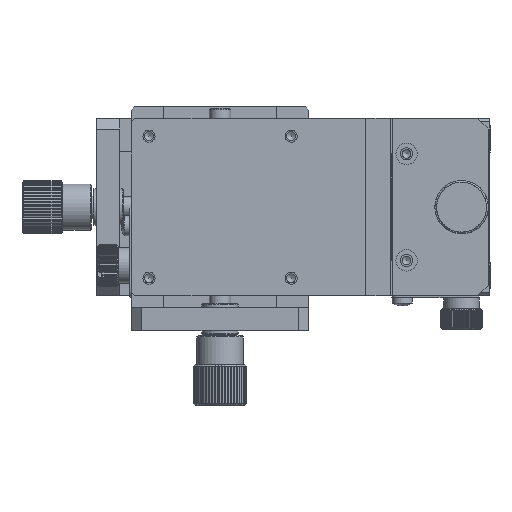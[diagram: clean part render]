
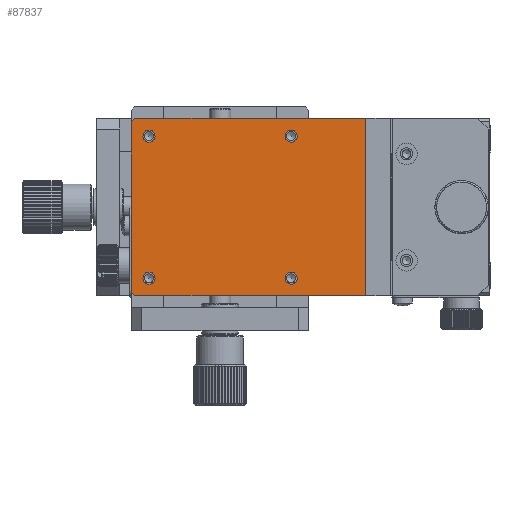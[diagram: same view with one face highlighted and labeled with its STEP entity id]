
A CAD part, left-side view. The second image highlights one B-rep face of the part: STEP entity #87837.
In plain terms, the highlighted planar face has unit normal (-1, 0, 0).
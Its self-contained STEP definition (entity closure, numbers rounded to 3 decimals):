
#370 = ORIENTED_EDGE ( 'NONE', *, *, #12725, .F. ) ;
#904 = DIRECTION ( 'NONE',  ( 0., 0., -1. ) ) ;
#1013 = ORIENTED_EDGE ( 'NONE', *, *, #18914, .F. ) ;
#2704 = EDGE_CURVE ( 'NONE', #78491, #37453, #21306, .T. ) ;
#2760 = EDGE_CURVE ( 'NONE', #19520, #19520, #21247, .T. ) ;
#3790 = EDGE_CURVE ( 'NONE', #78491, #69429, #8579, .T. ) ;
#4180 = DIRECTION ( 'NONE',  ( 0., 0., -1. ) ) ;
#5422 = CIRCLE ( 'NONE', #50810, 1.7 ) ;
#6703 = CARTESIAN_POINT ( 'NONE',  ( -29.917, 159., -35.411 ) ) ;
#7104 = CIRCLE ( 'NONE', #64592, 1.7 ) ;
#8438 = DIRECTION ( 'NONE',  ( -1., 0., 0. ) ) ;
#8579 = LINE ( 'NONE', #66397, #50733 ) ;
#9550 = LINE ( 'NONE', #87527, #56793 ) ;
#9632 = PLANE ( 'NONE',  #19624 ) ;
#11643 = EDGE_LOOP ( 'NONE', ( #93676 ) ) ;
#12068 = CARTESIAN_POINT ( 'NONE',  ( -29.917, 220., -32.111 ) ) ;
#12725 = EDGE_CURVE ( 'NONE', #44092, #44092, #79109, .T. ) ;
#13441 = LINE ( 'NONE', #85058, #25245 ) ;
#15734 = EDGE_LOOP ( 'NONE', ( #52332 ) ) ;
#16741 = VECTOR ( 'NONE', #50188, 1000. ) ;
#18755 = CARTESIAN_POINT ( 'NONE',  ( -29.917, 224., -35.411 ) ) ;
#18901 = CARTESIAN_POINT ( 'NONE',  ( -29.917, 224., 14.589 ) ) ;
#18914 = EDGE_CURVE ( 'NONE', #85190, #37453, #13441, .T. ) ;
#19520 = VERTEX_POINT ( 'NONE', #62603 ) ;
#19624 = AXIS2_PLACEMENT_3D ( 'NONE', #87961, #44277, #24379 ) ;
#20095 = EDGE_LOOP ( 'NONE', ( #370 ) ) ;
#21247 = CIRCLE ( 'NONE', #33303, 1.7 ) ;
#21306 = LINE ( 'NONE', #93370, #16741 ) ;
#21334 = CARTESIAN_POINT ( 'NONE',  ( -29.917, 220., -30.411 ) ) ;
#23909 = FACE_BOUND ( 'NONE', #11643, .T. ) ;
#24180 = EDGE_CURVE ( 'NONE', #88726, #44086, #75963, .T. ) ;
#24379 = DIRECTION ( 'NONE',  ( 0., 0., -1. ) ) ;
#25245 = VECTOR ( 'NONE', #92149, 1000. ) ;
#25700 = DIRECTION ( 'NONE',  ( 0., -0.707, 0.707 ) ) ;
#26300 = VERTEX_POINT ( 'NONE', #12068 ) ;
#27482 = DIRECTION ( 'NONE',  ( 0., -1., 0. ) ) ;
#30056 = EDGE_CURVE ( 'NONE', #44086, #85190, #92165, .T. ) ;
#31680 = DIRECTION ( 'NONE',  ( -1., 0., 0. ) ) ;
#33303 = AXIS2_PLACEMENT_3D ( 'NONE', #59170, #8438, #43545 ) ;
#33544 = CARTESIAN_POINT ( 'NONE',  ( -29.917, 180., -30.411 ) ) ;
#36687 = AXIS2_PLACEMENT_3D ( 'NONE', #33544, #31680, #4180 ) ;
#37164 = FACE_BOUND ( 'NONE', #42451, .T. ) ;
#37453 = VERTEX_POINT ( 'NONE', #18755 ) ;
#38791 = CARTESIAN_POINT ( 'NONE',  ( -29.917, 159., 14.589 ) ) ;
#42451 = EDGE_LOOP ( 'NONE', ( #59345 ) ) ;
#43545 = DIRECTION ( 'NONE',  ( 0., 0., -1. ) ) ;
#43622 = CARTESIAN_POINT ( 'NONE',  ( -29.917, 180., -32.111 ) ) ;
#44086 = VERTEX_POINT ( 'NONE', #38791 ) ;
#44092 = VERTEX_POINT ( 'NONE', #43622 ) ;
#44277 = DIRECTION ( 'NONE',  ( 1., 0., 0. ) ) ;
#44737 = FACE_BOUND ( 'NONE', #15734, .T. ) ;
#46538 = CARTESIAN_POINT ( 'NONE',  ( -29.917, 225., 13.589 ) ) ;
#50188 = DIRECTION ( 'NONE',  ( 0., -0.707, -0.707 ) ) ;
#50358 = EDGE_CURVE ( 'NONE', #69429, #88726, #9550, .T. ) ;
#50733 = VECTOR ( 'NONE', #73988, 1000. ) ;
#50810 = AXIS2_PLACEMENT_3D ( 'NONE', #21334, #78713, #904 ) ;
#51123 = VECTOR ( 'NONE', #76030, 1000. ) ;
#52332 = ORIENTED_EDGE ( 'NONE', *, *, #70672, .F. ) ;
#54610 = CARTESIAN_POINT ( 'NONE',  ( -29.917, 152., 14.589 ) ) ;
#55650 = ORIENTED_EDGE ( 'NONE', *, *, #24180, .F. ) ;
#56793 = VECTOR ( 'NONE', #25700, 1000. ) ;
#59170 = CARTESIAN_POINT ( 'NONE',  ( -29.917, 220., 9.589 ) ) ;
#59345 = ORIENTED_EDGE ( 'NONE', *, *, #2760, .F. ) ;
#59900 = FACE_OUTER_BOUND ( 'NONE', #90242, .T. ) ;
#60377 = VECTOR ( 'NONE', #27482, 1000. ) ;
#62603 = CARTESIAN_POINT ( 'NONE',  ( -29.917, 220., 7.889 ) ) ;
#64592 = AXIS2_PLACEMENT_3D ( 'NONE', #91011, #82953, #89145 ) ;
#66397 = CARTESIAN_POINT ( 'NONE',  ( -29.917, 225., 14.589 ) ) ;
#69429 = VERTEX_POINT ( 'NONE', #46538 ) ;
#70672 = EDGE_CURVE ( 'NONE', #26300, #26300, #5422, .T. ) ;
#70796 = CARTESIAN_POINT ( 'NONE',  ( -29.917, 159., 14.589 ) ) ;
#73827 = CARTESIAN_POINT ( 'NONE',  ( -29.917, 225., -34.411 ) ) ;
#73988 = DIRECTION ( 'NONE',  ( 0., 0., 1. ) ) ;
#75963 = LINE ( 'NONE', #54610, #60377 ) ;
#76030 = DIRECTION ( 'NONE',  ( 0., 0., -1. ) ) ;
#76437 = CARTESIAN_POINT ( 'NONE',  ( -29.917, 180., 7.889 ) ) ;
#78491 = VERTEX_POINT ( 'NONE', #73827 ) ;
#78713 = DIRECTION ( 'NONE',  ( -1., 0., 0. ) ) ;
#78984 = ORIENTED_EDGE ( 'NONE', *, *, #3790, .F. ) ;
#79109 = CIRCLE ( 'NONE', #36687, 1.7 ) ;
#82733 = ORIENTED_EDGE ( 'NONE', *, *, #30056, .F. ) ;
#82953 = DIRECTION ( 'NONE',  ( -1., 0., 0. ) ) ;
#84112 = EDGE_CURVE ( 'NONE', #85939, #85939, #7104, .T. ) ;
#84665 = ORIENTED_EDGE ( 'NONE', *, *, #2704, .T. ) ;
#85058 = CARTESIAN_POINT ( 'NONE',  ( -29.917, 152., -35.411 ) ) ;
#85190 = VERTEX_POINT ( 'NONE', #6703 ) ;
#85939 = VERTEX_POINT ( 'NONE', #76437 ) ;
#87502 = FACE_BOUND ( 'NONE', #20095, .T. ) ;
#87527 = CARTESIAN_POINT ( 'NONE',  ( -29.917, 224., 14.589 ) ) ;
#87837 = ADVANCED_FACE ( 'NONE', ( #59900, #87502, #23909, #37164, #44737 ), #9632, .F. ) ;
#87961 = CARTESIAN_POINT ( 'NONE',  ( -29.917, 152., 14.589 ) ) ;
#88726 = VERTEX_POINT ( 'NONE', #18901 ) ;
#89145 = DIRECTION ( 'NONE',  ( 0., 0., -1. ) ) ;
#90242 = EDGE_LOOP ( 'NONE', ( #82733, #55650, #93585, #78984, #84665, #1013 ) ) ;
#91011 = CARTESIAN_POINT ( 'NONE',  ( -29.917, 180., 9.589 ) ) ;
#92149 = DIRECTION ( 'NONE',  ( 0., 1., 0. ) ) ;
#92165 = LINE ( 'NONE', #70796, #51123 ) ;
#93370 = CARTESIAN_POINT ( 'NONE',  ( -29.917, 225., -34.411 ) ) ;
#93585 = ORIENTED_EDGE ( 'NONE', *, *, #50358, .F. ) ;
#93676 = ORIENTED_EDGE ( 'NONE', *, *, #84112, .F. ) ;
